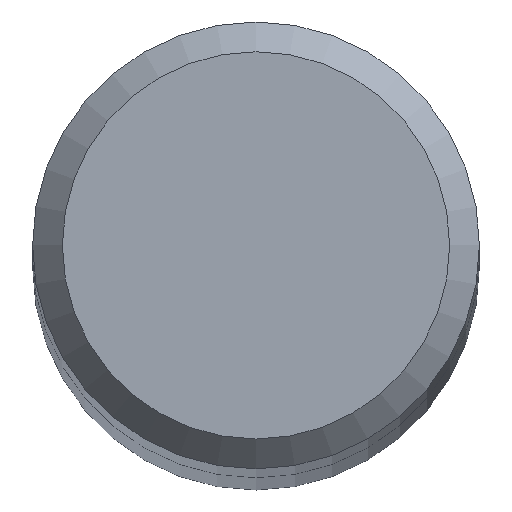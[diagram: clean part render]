
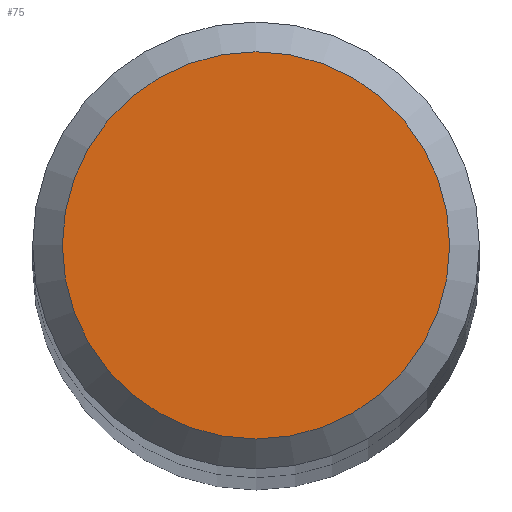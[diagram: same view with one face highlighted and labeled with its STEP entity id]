
A CAD part, top view. The second image highlights one B-rep face of the part: STEP entity #75.
In plain terms, the highlighted planar face has unit normal (0, 0, 1).
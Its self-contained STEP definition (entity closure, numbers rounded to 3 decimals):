
#62=PLANE('',#352);
#67=FACE_OUTER_BOUND('',#98,.T.);
#75=ADVANCED_FACE('',(#67),#62,.F.);
#98=EDGE_LOOP('',(#112));
#112=ORIENTED_EDGE('',*,*,#146,.F.);
#135=VERTEX_POINT('',#468);
#146=EDGE_CURVE('',#135,#135,#159,.T.);
#159=CIRCLE('',#351,1.3);
#351=AXIS2_PLACEMENT_3D('',#467,#401,#402);
#352=AXIS2_PLACEMENT_3D('',#469,#403,#404);
#401=DIRECTION('',(0.,0.,-1.));
#402=DIRECTION('',(-1.,0.,0.));
#403=DIRECTION('',(0.,0.,-1.));
#404=DIRECTION('',(-1.,0.,0.));
#467=CARTESIAN_POINT('',(0.,0.,0.));
#468=CARTESIAN_POINT('',(-1.3,0.,0.));
#469=CARTESIAN_POINT('',(0.,0.,0.));
